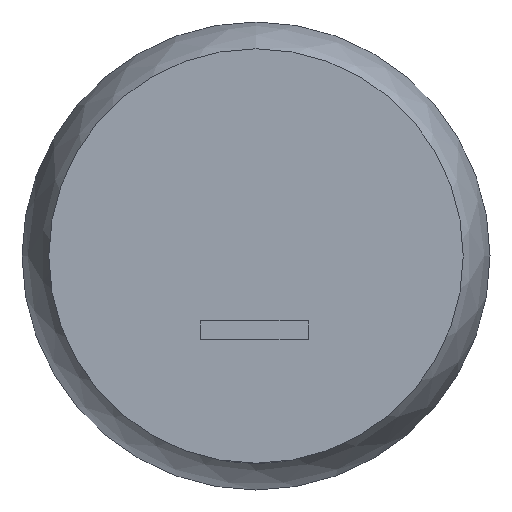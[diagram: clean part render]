
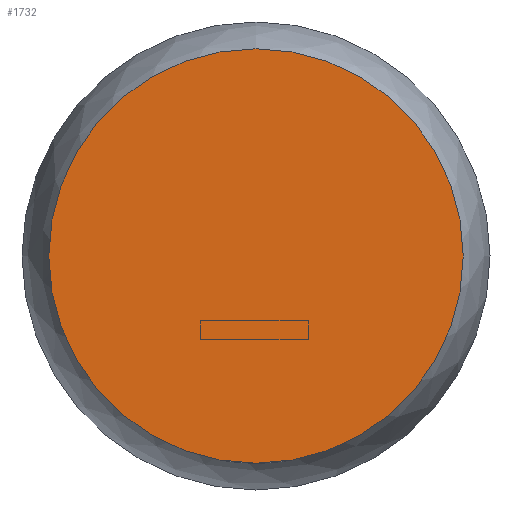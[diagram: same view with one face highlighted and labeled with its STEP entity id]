
A CAD part, front view. The second image highlights one B-rep face of the part: STEP entity #1732.
In plain terms, the highlighted planar face has unit normal (0, -1, 0).
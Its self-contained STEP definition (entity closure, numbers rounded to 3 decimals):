
#124=CIRCLE('',#1885,24.981);
#125=CIRCLE('',#1886,24.981);
#229=FACE_OUTER_BOUND('',#334,.T.);
#334=EDGE_LOOP('',(#1563,#1564));
#817=VERTEX_POINT('',#4528);
#818=VERTEX_POINT('',#4529);
#1069=EDGE_CURVE('',#817,#818,#124,.T.);
#1070=EDGE_CURVE('',#818,#817,#125,.T.);
#1563=ORIENTED_EDGE('',*,*,#1069,.F.);
#1564=ORIENTED_EDGE('',*,*,#1070,.F.);
#1639=PLANE('',#1884);
#1732=ADVANCED_FACE('',(#229),#1639,.T.);
#1884=AXIS2_PLACEMENT_3D('',#4527,#2275,#2276);
#1885=AXIS2_PLACEMENT_3D('',#4530,#2277,#2278);
#1886=AXIS2_PLACEMENT_3D('',#4531,#2279,#2280);
#2275=DIRECTION('center_axis',(0.,-1.,0.));
#2276=DIRECTION('ref_axis',(0.,0.,-1.));
#2277=DIRECTION('center_axis',(0.,1.,0.));
#2278=DIRECTION('ref_axis',(1.,0.,0.));
#2279=DIRECTION('center_axis',(0.,1.,0.));
#2280=DIRECTION('ref_axis',(1.,0.,0.));
#4527=CARTESIAN_POINT('Origin',(0.,-5.5,24.981));
#4528=CARTESIAN_POINT('',(0.,-5.5,24.981));
#4529=CARTESIAN_POINT('',(0.,-5.5,-24.981));
#4530=CARTESIAN_POINT('Origin',(0.,-5.5,0.));
#4531=CARTESIAN_POINT('Origin',(0.,-5.5,0.));
